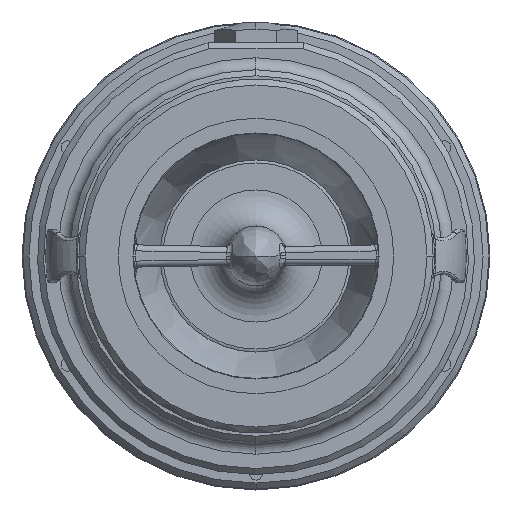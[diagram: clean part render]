
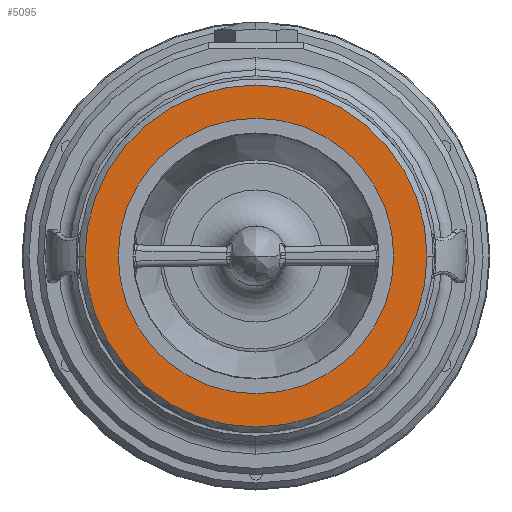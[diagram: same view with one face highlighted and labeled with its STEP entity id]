
A CAD part, left-side view. The second image highlights one B-rep face of the part: STEP entity #5095.
In plain terms, the highlighted planar face has unit normal (-1, 0, 0).
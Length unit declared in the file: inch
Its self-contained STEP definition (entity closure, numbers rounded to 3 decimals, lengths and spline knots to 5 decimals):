
#1419=CARTESIAN_POINT('',(0.0705,0.,0.));
#1420=DIRECTION('',(-1.,0.,0.));
#1421=DIRECTION('',(0.,1.,0.));
#1422=AXIS2_PLACEMENT_3D('',#1419,#1420,#1421);
#1424=CARTESIAN_POINT('',(0.0705,0.,0.));
#1425=DIRECTION('',(-1.,0.,0.));
#1426=DIRECTION('',(0.,-1.,0.));
#1427=AXIS2_PLACEMENT_3D('',#1424,#1425,#1426);
#1492=CARTESIAN_POINT('',(0.0705,0.,0.));
#1493=DIRECTION('',(-1.,0.,0.));
#1494=DIRECTION('',(0.,1.,0.));
#1495=AXIS2_PLACEMENT_3D('',#1492,#1493,#1494);
#1561=CARTESIAN_POINT('',(0.0705,0.,0.));
#1562=DIRECTION('',(1.,0.,0.));
#1563=DIRECTION('',(0.,1.,0.));
#1564=AXIS2_PLACEMENT_3D('',#1561,#1562,#1563);
#2514=CARTESIAN_POINT('',(0.0705,1.78125,0.));
#2516=VERTEX_POINT('',#2514);
#2522=CARTESIAN_POINT('',(0.0705,-1.78125,0.));
#2524=VERTEX_POINT('',#2522);
#2570=CARTESIAN_POINT('',(0.0705,1.4352,0.));
#2571=CARTESIAN_POINT('',(0.0705,-1.4352,0.));
#2572=VERTEX_POINT('',#2570);
#2573=VERTEX_POINT('',#2571);
#5078=CARTESIAN_POINT('',(0.0705,0.,0.));
#5079=DIRECTION('',(-1.,0.,0.));
#5080=DIRECTION('',(0.,1.,0.));
#5081=AXIS2_PLACEMENT_3D('',#5078,#5079,#5080);
#5082=PLANE('',#5081);
#5084=ORIENTED_EDGE('',*,*,#5083,.T.);
#5086=ORIENTED_EDGE('',*,*,#5085,.F.);
#5087=EDGE_LOOP('',(#5084,#5086));
#5088=FACE_OUTER_BOUND('',#5087,.F.);
#5090=ORIENTED_EDGE('',*,*,#5089,.T.);
#5092=ORIENTED_EDGE('',*,*,#5091,.T.);
#5093=EDGE_LOOP('',(#5090,#5092));
#5094=FACE_BOUND('',#5093,.F.);
#1423=CIRCLE('',#1422,1.4352);
#1428=CIRCLE('',#1427,1.4352);
#1496=CIRCLE('',#1495,1.78125);
#1565=CIRCLE('',#1564,1.78125);
#5083=EDGE_CURVE('',#2516,#2524,#1565,.T.);
#5085=EDGE_CURVE('',#2516,#2524,#1496,.T.);
#5089=EDGE_CURVE('',#2572,#2573,#1423,.T.);
#5091=EDGE_CURVE('',#2573,#2572,#1428,.T.);
#5095=ADVANCED_FACE('',(#5088,#5094),#5082,.T.);
